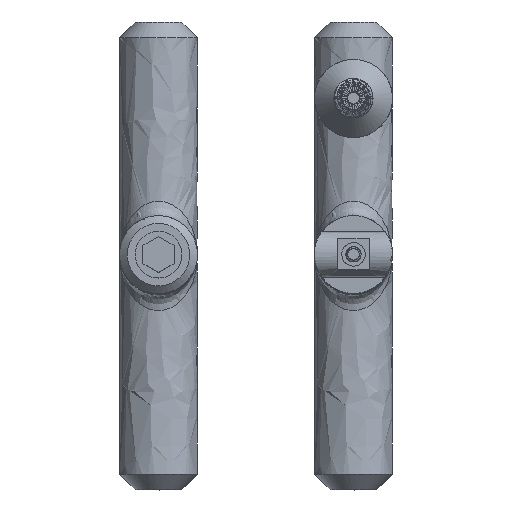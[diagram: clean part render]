
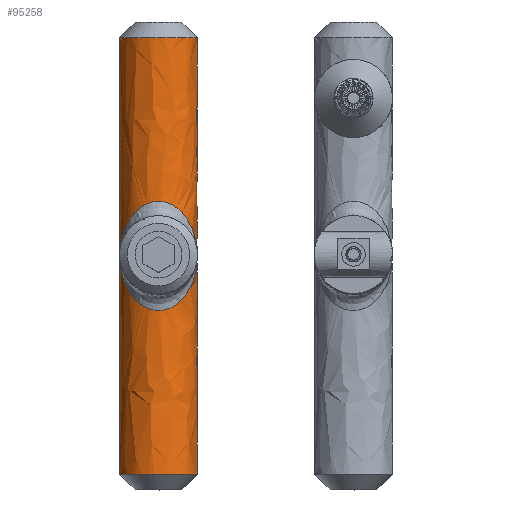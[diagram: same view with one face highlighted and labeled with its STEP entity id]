
A CAD part, top view. The second image highlights one B-rep face of the part: STEP entity #95258.
In plain terms, the highlighted free-form (B-spline) face has degree [2, 1] with [9, 2] control points.
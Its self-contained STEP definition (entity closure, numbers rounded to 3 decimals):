
#95119 = VERTEX_POINT('',#95120);
#95120 = CARTESIAN_POINT('',(-12.641,15.527,
    -155.186));
#95121 = VERTEX_POINT('',#95122);
#95122 = CARTESIAN_POINT('',(0.291,15.527,
    -155.186));
#95130 = EDGE_CURVE('',#95121,#95119,#95131,.T.);
#95131 = ( BOUNDED_CURVE() B_SPLINE_CURVE(2,(#95132,#95133,#95134,#95135
,#95136),.UNSPECIFIED.,.F.,.F.) B_SPLINE_CURVE_WITH_KNOTS((3,2,3),(
    4.712,6.283,7.854),
.PIECEWISE_BEZIER_KNOTS.) CURVE() GEOMETRIC_REPRESENTATION_ITEM() 
RATIONAL_B_SPLINE_CURVE((1.,0.707,1.,0.707,1.)) 
REPRESENTATION_ITEM('') );
#95132 = CARTESIAN_POINT('',(0.291,15.527,
    -155.186));
#95133 = CARTESIAN_POINT('',(0.291,24.579,
    -148.72));
#95134 = CARTESIAN_POINT('',(-6.175,24.579,
    -148.72));
#95135 = CARTESIAN_POINT('',(-12.641,24.579,
    -148.72));
#95136 = CARTESIAN_POINT('',(-12.641,15.527,
    -155.186));
#95200 = EDGE_CURVE('',#95119,#95121,#95201,.T.);
#95201 = ( BOUNDED_CURVE() B_SPLINE_CURVE(2,(#95202,#95203,#95204,#95205
,#95206),.UNSPECIFIED.,.F.,.F.) B_SPLINE_CURVE_WITH_KNOTS((3,2,3),(
    4.712,6.283,7.854),
.PIECEWISE_BEZIER_KNOTS.) CURVE() GEOMETRIC_REPRESENTATION_ITEM() 
RATIONAL_B_SPLINE_CURVE((1.,0.707,1.,0.707,1.)) 
REPRESENTATION_ITEM('') );
#95202 = CARTESIAN_POINT('',(-12.641,15.527,
    -155.186));
#95203 = CARTESIAN_POINT('',(-12.641,6.474,
    -148.72));
#95204 = CARTESIAN_POINT('',(-6.175,6.474,
    -148.72));
#95205 = CARTESIAN_POINT('',(0.291,6.474,
    -148.72));
#95206 = CARTESIAN_POINT('',(0.291,15.527,
    -155.186));
#95258 = ADVANCED_FACE('',(#95259),#95299,.T.);
#95259 = FACE_BOUND('',#95260,.T.);
#95260 = EDGE_LOOP('',(#95261,#95273,#95278,#95285,#95295,#95296,#95297,
    #95298));
#95261 = ORIENTED_EDGE('',*,*,#95262,.F.);
#95262 = EDGE_CURVE('',#95263,#95263,#95265,.T.);
#95263 = VERTEX_POINT('',#95264);
#95264 = CARTESIAN_POINT('',(-12.641,-20.684,
    -155.186));
#95265 = ( BOUNDED_CURVE() B_SPLINE_CURVE(2,(#95266,#95267,#95268,#95269
    ,#95270,#95271,#95272),.UNSPECIFIED.,.T.,.F.) 
B_SPLINE_CURVE_WITH_KNOTS((3,2,2,3),(3.142,5.236,
7.33,9.425),.PIECEWISE_BEZIER_KNOTS.) CURVE() 
GEOMETRIC_REPRESENTATION_ITEM() RATIONAL_B_SPLINE_CURVE((1.,0.5,1.,0.5,
1.,0.5,1.)) REPRESENTATION_ITEM('') );
#95266 = CARTESIAN_POINT('',(-12.641,-20.684,
    -155.186));
#95267 = CARTESIAN_POINT('',(-12.641,-20.684,
    -166.386));
#95268 = CARTESIAN_POINT('',(-2.942,-20.684,
    -160.786));
#95269 = CARTESIAN_POINT('',(6.758,-20.684,
    -155.186));
#95270 = CARTESIAN_POINT('',(-2.942,-20.684,
    -149.586));
#95271 = CARTESIAN_POINT('',(-12.641,-20.684,
    -143.987));
#95272 = CARTESIAN_POINT('',(-12.641,-20.684,
    -155.186));
#95273 = ORIENTED_EDGE('',*,*,#95274,.T.);
#95274 = EDGE_CURVE('',#95263,#95119,#95275,.T.);
#95275 = B_SPLINE_CURVE_WITH_KNOTS('',1,(#95276,#95277),.UNSPECIFIED.,
  .F.,.F.,(2,2),(-28.,0.),.PIECEWISE_BEZIER_KNOTS.);
#95276 = CARTESIAN_POINT('',(-12.641,-20.684,
    -155.186));
#95277 = CARTESIAN_POINT('',(-12.641,15.527,
    -155.186));
#95278 = ORIENTED_EDGE('',*,*,#95279,.T.);
#95279 = EDGE_CURVE('',#95119,#95280,#95282,.T.);
#95280 = VERTEX_POINT('',#95281);
#95281 = CARTESIAN_POINT('',(-12.641,51.737,
    -155.186));
#95282 = B_SPLINE_CURVE_WITH_KNOTS('',1,(#95283,#95284),.UNSPECIFIED.,
  .F.,.F.,(2,2),(0.,28.),.PIECEWISE_BEZIER_KNOTS.);
#95283 = CARTESIAN_POINT('',(-12.641,15.527,
    -155.186));
#95284 = CARTESIAN_POINT('',(-12.641,51.737,
    -155.186));
#95285 = ORIENTED_EDGE('',*,*,#95286,.F.);
#95286 = EDGE_CURVE('',#95280,#95280,#95287,.T.);
#95287 = ( BOUNDED_CURVE() B_SPLINE_CURVE(2,(#95288,#95289,#95290,#95291
    ,#95292,#95293,#95294),.UNSPECIFIED.,.T.,.F.) 
B_SPLINE_CURVE_WITH_KNOTS((3,2,2,3),(3.142,5.236,
7.33,9.425),.PIECEWISE_BEZIER_KNOTS.) CURVE() 
GEOMETRIC_REPRESENTATION_ITEM() RATIONAL_B_SPLINE_CURVE((1.,0.5,1.,0.5,
1.,0.5,1.)) REPRESENTATION_ITEM('') );
#95288 = CARTESIAN_POINT('',(-12.641,51.737,
    -155.186));
#95289 = CARTESIAN_POINT('',(-12.641,51.737,
    -143.987));
#95290 = CARTESIAN_POINT('',(-2.942,51.737,
    -149.586));
#95291 = CARTESIAN_POINT('',(6.758,51.737,
    -155.186));
#95292 = CARTESIAN_POINT('',(-2.942,51.737,
    -160.786));
#95293 = CARTESIAN_POINT('',(-12.641,51.737,
    -166.386));
#95294 = CARTESIAN_POINT('',(-12.641,51.737,
    -155.186));
#95295 = ORIENTED_EDGE('',*,*,#95279,.F.);
#95296 = ORIENTED_EDGE('',*,*,#95130,.F.);
#95297 = ORIENTED_EDGE('',*,*,#95200,.F.);
#95298 = ORIENTED_EDGE('',*,*,#95274,.F.);
#95299 = ( BOUNDED_SURFACE() B_SPLINE_SURFACE(2,1,(
    (#95300,#95301)
    ,(#95302,#95303)
    ,(#95304,#95305)
    ,(#95306,#95307)
    ,(#95308,#95309)
    ,(#95310,#95311)
    ,(#95312,#95313)
    ,(#95314,#95315)
    ,(#95316,#95317
)),.UNSPECIFIED.,.T.,.F.,.F.) B_SPLINE_SURFACE_WITH_KNOTS((3,2,2,2,3),(2
    ,2),(-3.142,-2.094,0.,2.094,3.142)
,(-28.,28.),.UNSPECIFIED.) GEOMETRIC_REPRESENTATION_ITEM() 
RATIONAL_B_SPLINE_SURFACE((
    (0.75,0.75)
    ,(0.75,0.75)
    ,(1.,1.)
    ,(0.5,0.5)
    ,(1.,1.)
    ,(0.5,0.5)
    ,(1.,1.)
    ,(0.75,0.75)
,(0.75,0.75))) REPRESENTATION_ITEM('') SURFACE() );
#95300 = CARTESIAN_POINT('',(-12.641,51.737,
    -155.186));
#95301 = CARTESIAN_POINT('',(-12.641,-20.684,
    -155.186));
#95302 = CARTESIAN_POINT('',(-12.641,51.737,
    -158.919));
#95303 = CARTESIAN_POINT('',(-12.641,-20.684,
    -158.919));
#95304 = CARTESIAN_POINT('',(-9.408,51.737,
    -160.786));
#95305 = CARTESIAN_POINT('',(-9.408,-20.684,
    -160.786));
#95306 = CARTESIAN_POINT('',(0.291,51.737,
    -166.386));
#95307 = CARTESIAN_POINT('',(0.291,-20.684,
    -166.386));
#95308 = CARTESIAN_POINT('',(0.291,51.737,
    -155.186));
#95309 = CARTESIAN_POINT('',(0.291,-20.684,
    -155.186));
#95310 = CARTESIAN_POINT('',(0.291,51.737,
    -143.987));
#95311 = CARTESIAN_POINT('',(0.291,-20.684,
    -143.987));
#95312 = CARTESIAN_POINT('',(-9.408,51.737,
    -149.586));
#95313 = CARTESIAN_POINT('',(-9.408,-20.684,
    -149.586));
#95314 = CARTESIAN_POINT('',(-12.641,51.737,
    -151.453));
#95315 = CARTESIAN_POINT('',(-12.641,-20.684,
    -151.453));
#95316 = CARTESIAN_POINT('',(-12.641,51.737,
    -155.186));
#95317 = CARTESIAN_POINT('',(-12.641,-20.684,
    -155.186));
